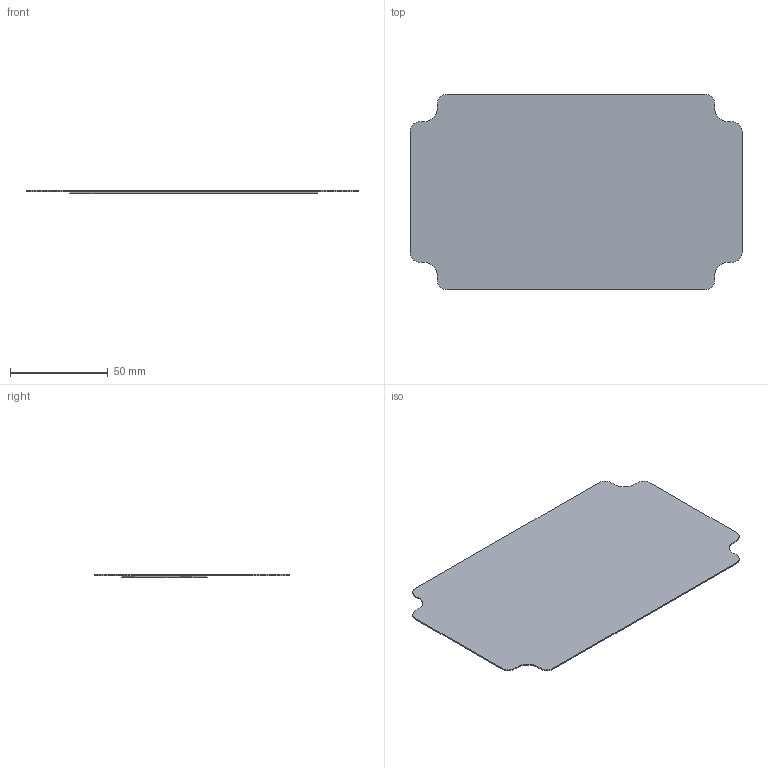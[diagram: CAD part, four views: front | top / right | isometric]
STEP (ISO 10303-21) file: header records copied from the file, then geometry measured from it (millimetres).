
FILE_DESCRIPTION(('Open CASCADE Model'),'2;1');
FILE_NAME('Open CASCADE Shape Model','2024-01-20T21:41:07',('Author'),( 'Open CASCADE'),'Open CASCADE STEP processor 7.5','Open CASCADE 7.5' ,'Unknown');
FILE_SCHEMA(('AUTOMOTIVE_DESIGN { 1 0 10303 214 1 1 1 1 }'));
Length unit declared in the file: millimetre
Products named in the file (6): PCB; Board; Open CASCADE STEP translator 7.5 1.1.1; BB_; 6817983168; Extruded
Assembly tree (5 placements, depth 4):
  PCB
    Board
      Open CASCADE STEP translator 7.5 1.1.1
    BB_
      6817983168
        Extruded
Bounding box: 170 x 100 x 1.62 mm (x, y, z)
Volume: 10996.8 mm3; surface area: 34870 mm2
Topology: 2 solids, 2 shells, 45 faces, 123 edges, 82 vertices
Faces by surface type: plane 33, cylinder 12
Entity records: 1541 total; most frequent: CARTESIAN_POINT 256, DIRECTION 249, ORIENTED_EDGE 246, EDGE_CURVE 123, LINE 99, VECTOR 99, VERTEX_POINT 82, AXIS2_PLACEMENT_3D 75
